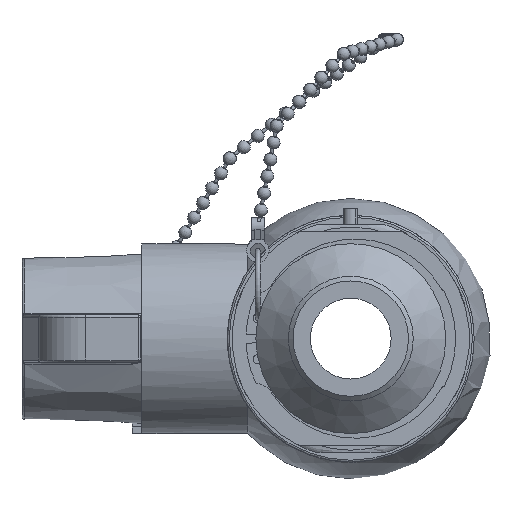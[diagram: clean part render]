
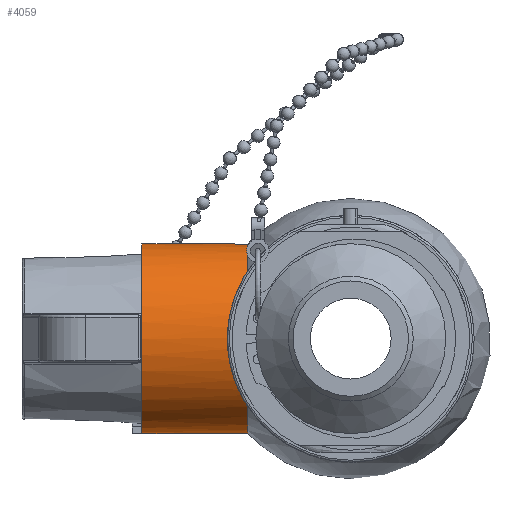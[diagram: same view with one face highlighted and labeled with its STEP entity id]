
A CAD part, left-side view. The second image highlights one B-rep face of the part: STEP entity #4059.
In plain terms, the highlighted cylindrical face has radius 25.4 mm (diameter 50.8 mm), a full revolution.
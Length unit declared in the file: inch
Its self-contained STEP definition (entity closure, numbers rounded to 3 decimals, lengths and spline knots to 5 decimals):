
#538=FACE_OUTER_BOUND('',#786,.T.);
#786=EDGE_LOOP('',(#3117,#3118,#3119,#3120,#3121,#3122,#3123,#3124,#3125,
#3126,#3127,#3128,#3129,#3130,#3131));
#1065=CIRCLE('',#4571,1.);
#1066=CIRCLE('',#4572,1.);
#1067=CIRCLE('',#4573,1.);
#1068=CIRCLE('',#4574,1.);
#1306=LINE('',#7676,#1532);
#1307=LINE('',#7680,#1533);
#1308=LINE('',#7683,#1534);
#1532=VECTOR('',#5304,1.);
#1533=VECTOR('',#5307,0.3937);
#1534=VECTOR('',#5310,0.3937);
#1760=B_SPLINE_CURVE_WITH_KNOTS('',3,(#7614,#7615,#7616,#7617,#7618,#7619),
 .UNSPECIFIED.,.F.,.F.,(4,2,4),(10.16924,10.19714,10.40557),
 .UNSPECIFIED.);
#1761=B_SPLINE_CURVE_WITH_KNOTS('',3,(#7623,#7624,#7625,#7626,#7627,#7628),
 .UNSPECIFIED.,.F.,.F.,(4,2,4),(5.86961,6.07804,6.10593),
 .UNSPECIFIED.);
#1762=B_SPLINE_CURVE_WITH_KNOTS('',3,(#7630,#7631,#7632,#7633,#7634,#7635,
#7636,#7637,#7638,#7639,#7640,#7641,#7642,#7643,#7644,#7645,#7646,#7647),
 .UNSPECIFIED.,.F.,.F.,(4,2,2,2,2,2,2,2,4),(2.26798,2.56186,
3.06417,3.56648,4.06879,4.57111,5.07342,
5.57573,5.86961),.UNSPECIFIED.);
#1763=B_SPLINE_CURVE_WITH_KNOTS('',3,(#7649,#7650,#7651,#7652,#7653,#7654),
 .UNSPECIFIED.,.F.,.F.,(4,2,4),(2.03165,2.05955,2.26798),
 .UNSPECIFIED.);
#1764=B_SPLINE_CURVE_WITH_KNOTS('',3,(#7658,#7659,#7660,#7661,#7662,#7663),
 .UNSPECIFIED.,.F.,.F.,(4,2,4),(14.0072,14.21563,14.24352),
 .UNSPECIFIED.);
#1765=B_SPLINE_CURVE_WITH_KNOTS('',3,(#7665,#7666,#7667,#7668,#7669,#7670,
#7671,#7672,#7673,#7674),.UNSPECIFIED.,.F.,.F.,(4,2,2,2,4),(12.20638,
12.70869,13.211,13.71332,14.0072),
 .UNSPECIFIED.);
#1766=B_SPLINE_CURVE_WITH_KNOTS('',3,(#7684,#7685,#7686,#7687,#7688,#7689,
#7690,#7691,#7692,#7693),.UNSPECIFIED.,.F.,.F.,(4,2,2,2,4),(10.40557,
10.69945,11.20176,11.70407,12.20638),
 .UNSPECIFIED.);
#1899=VERTEX_POINT('',#7612);
#1900=VERTEX_POINT('',#7613);
#1901=VERTEX_POINT('',#7620);
#1902=VERTEX_POINT('',#7622);
#1903=VERTEX_POINT('',#7629);
#1904=VERTEX_POINT('',#7648);
#1905=VERTEX_POINT('',#7655);
#1906=VERTEX_POINT('',#7657);
#1907=VERTEX_POINT('',#7664);
#1908=VERTEX_POINT('',#7675);
#1909=VERTEX_POINT('',#7677);
#1910=VERTEX_POINT('',#7679);
#1911=VERTEX_POINT('',#7681);
#2348=EDGE_CURVE('',#1899,#1900,#1760,.T.);
#2349=EDGE_CURVE('',#1901,#1899,#1065,.T.);
#2350=EDGE_CURVE('',#1902,#1901,#1761,.T.);
#2351=EDGE_CURVE('',#1903,#1902,#1762,.T.);
#2352=EDGE_CURVE('',#1904,#1903,#1763,.T.);
#2353=EDGE_CURVE('',#1905,#1904,#1066,.T.);
#2354=EDGE_CURVE('',#1906,#1905,#1764,.T.);
#2355=EDGE_CURVE('',#1907,#1906,#1765,.T.);
#2356=EDGE_CURVE('',#1907,#1908,#1306,.T.);
#2357=EDGE_CURVE('',#1908,#1909,#1067,.T.);
#2358=EDGE_CURVE('',#1909,#1910,#1307,.T.);
#2359=EDGE_CURVE('',#1910,#1911,#1068,.T.);
#2360=EDGE_CURVE('',#1908,#1911,#1308,.T.);
#2361=EDGE_CURVE('',#1900,#1907,#1766,.T.);
#3117=ORIENTED_EDGE('',*,*,#2348,.F.);
#3118=ORIENTED_EDGE('',*,*,#2349,.F.);
#3119=ORIENTED_EDGE('',*,*,#2350,.F.);
#3120=ORIENTED_EDGE('',*,*,#2351,.F.);
#3121=ORIENTED_EDGE('',*,*,#2352,.F.);
#3122=ORIENTED_EDGE('',*,*,#2353,.F.);
#3123=ORIENTED_EDGE('',*,*,#2354,.F.);
#3124=ORIENTED_EDGE('',*,*,#2355,.F.);
#3125=ORIENTED_EDGE('',*,*,#2356,.T.);
#3126=ORIENTED_EDGE('',*,*,#2357,.T.);
#3127=ORIENTED_EDGE('',*,*,#2358,.T.);
#3128=ORIENTED_EDGE('',*,*,#2359,.T.);
#3129=ORIENTED_EDGE('',*,*,#2360,.F.);
#3130=ORIENTED_EDGE('',*,*,#2356,.F.);
#3131=ORIENTED_EDGE('',*,*,#2361,.F.);
#3916=CYLINDRICAL_SURFACE('',#4570,1.);
#4059=ADVANCED_FACE('',(#538),#3916,.T.);
#4570=AXIS2_PLACEMENT_3D('',#7611,#5298,#5299);
#4571=AXIS2_PLACEMENT_3D('',#7621,#5300,#5301);
#4572=AXIS2_PLACEMENT_3D('',#7656,#5302,#5303);
#4573=AXIS2_PLACEMENT_3D('',#7678,#5305,#5306);
#4574=AXIS2_PLACEMENT_3D('',#7682,#5308,#5309);
#5298=DIRECTION('center_axis',(0.,-1.,0.));
#5299=DIRECTION('ref_axis',(-1.,0.,0.));
#5300=DIRECTION('center_axis',(0.,-1.,0.));
#5301=DIRECTION('ref_axis',(-1.,0.,0.));
#5302=DIRECTION('center_axis',(0.,-1.,0.));
#5303=DIRECTION('ref_axis',(-1.,0.,0.));
#5304=DIRECTION('',(0.,1.,0.));
#5305=DIRECTION('center_axis',(0.,-1.,0.));
#5306=DIRECTION('ref_axis',(-1.,0.,0.));
#5307=DIRECTION('',(0.,1.,0.));
#5308=DIRECTION('center_axis',(0.,-1.,0.));
#5309=DIRECTION('ref_axis',(1.,0.,0.));
#5310=DIRECTION('',(0.,1.,0.));
#7611=CARTESIAN_POINT('Origin',(0.,2.2,0.));
#7612=CARTESIAN_POINT('',(0.7,1.08628,-0.71414));
#7613=CARTESIAN_POINT('',(0.7587,1.125,-0.65144));
#7614=CARTESIAN_POINT('Ctrl Pts',(0.7,1.08628,-0.71414));
#7615=CARTESIAN_POINT('Ctrl Pts',(0.70238,1.08781,-0.71181));
#7616=CARTESIAN_POINT('Ctrl Pts',(0.70475,1.08935,-0.70946));
#7617=CARTESIAN_POINT('Ctrl Pts',(0.72469,1.10227,-0.68952));
#7618=CARTESIAN_POINT('Ctrl Pts',(0.74195,1.1137,-0.67095));
#7619=CARTESIAN_POINT('Ctrl Pts',(0.7587,1.125,-0.65144));
#7620=CARTESIAN_POINT('',(-0.7,1.08628,-0.71414));
#7621=CARTESIAN_POINT('Origin',(0.,1.08628,0.));
#7622=CARTESIAN_POINT('',(-0.7587,1.125,-0.65144));
#7623=CARTESIAN_POINT('Ctrl Pts',(-0.7587,1.125,-0.65144));
#7624=CARTESIAN_POINT('Ctrl Pts',(-0.74195,1.1137,-0.67095));
#7625=CARTESIAN_POINT('Ctrl Pts',(-0.72469,1.10227,-0.68952));
#7626=CARTESIAN_POINT('Ctrl Pts',(-0.70475,1.08935,-0.70946));
#7627=CARTESIAN_POINT('Ctrl Pts',(-0.70238,1.08781,-0.71181));
#7628=CARTESIAN_POINT('Ctrl Pts',(-0.7,1.08628,-0.71414));
#7629=CARTESIAN_POINT('',(-0.7587,1.125,0.65144));
#7630=CARTESIAN_POINT('Ctrl Pts',(-0.7587,1.125,0.65144));
#7631=CARTESIAN_POINT('Ctrl Pts',(-0.78232,1.14093,0.62393));
#7632=CARTESIAN_POINT('Ctrl Pts',(-0.80494,1.15659,0.59455));
#7633=CARTESIAN_POINT('Ctrl Pts',(-0.86231,1.19704,0.51044));
#7634=CARTESIAN_POINT('Ctrl Pts',(-0.89425,1.2204,0.45248));
#7635=CARTESIAN_POINT('Ctrl Pts',(-0.94635,1.25908,0.32992));
#7636=CARTESIAN_POINT('Ctrl Pts',(-0.96655,1.27442,0.26518));
#7637=CARTESIAN_POINT('Ctrl Pts',(-0.99338,1.29488,0.13318));
#7638=CARTESIAN_POINT('Ctrl Pts',(-1.,1.3,0.06592));
#7639=CARTESIAN_POINT('Ctrl Pts',(-1.,1.3,-0.06592));
#7640=CARTESIAN_POINT('Ctrl Pts',(-0.99338,1.29488,-0.13318));
#7641=CARTESIAN_POINT('Ctrl Pts',(-0.96655,1.27442,-0.26518));
#7642=CARTESIAN_POINT('Ctrl Pts',(-0.94635,1.25908,-0.32992));
#7643=CARTESIAN_POINT('Ctrl Pts',(-0.89425,1.2204,-0.45248));
#7644=CARTESIAN_POINT('Ctrl Pts',(-0.86231,1.19704,-0.51044));
#7645=CARTESIAN_POINT('Ctrl Pts',(-0.80494,1.15659,-0.59455));
#7646=CARTESIAN_POINT('Ctrl Pts',(-0.78232,1.14093,-0.62393));
#7647=CARTESIAN_POINT('Ctrl Pts',(-0.7587,1.125,-0.65144));
#7648=CARTESIAN_POINT('',(-0.7,1.08628,0.71414));
#7649=CARTESIAN_POINT('Ctrl Pts',(-0.7,1.08628,0.71414));
#7650=CARTESIAN_POINT('Ctrl Pts',(-0.70238,1.08781,0.71181));
#7651=CARTESIAN_POINT('Ctrl Pts',(-0.70475,1.08935,0.70946));
#7652=CARTESIAN_POINT('Ctrl Pts',(-0.72469,1.10227,0.68952));
#7653=CARTESIAN_POINT('Ctrl Pts',(-0.74195,1.1137,0.67095));
#7654=CARTESIAN_POINT('Ctrl Pts',(-0.7587,1.125,0.65144));
#7655=CARTESIAN_POINT('',(0.7,1.08628,0.71414));
#7656=CARTESIAN_POINT('Origin',(0.,1.08628,0.));
#7657=CARTESIAN_POINT('',(0.7587,1.125,0.65144));
#7658=CARTESIAN_POINT('Ctrl Pts',(0.7587,1.125,0.65144));
#7659=CARTESIAN_POINT('Ctrl Pts',(0.74195,1.1137,0.67095));
#7660=CARTESIAN_POINT('Ctrl Pts',(0.72469,1.10227,0.68952));
#7661=CARTESIAN_POINT('Ctrl Pts',(0.70475,1.08935,0.70946));
#7662=CARTESIAN_POINT('Ctrl Pts',(0.70238,1.08781,0.71181));
#7663=CARTESIAN_POINT('Ctrl Pts',(0.7,1.08628,0.71414));
#7664=CARTESIAN_POINT('',(1.,1.3,0.));
#7665=CARTESIAN_POINT('Ctrl Pts',(1.,1.3,0.));
#7666=CARTESIAN_POINT('Ctrl Pts',(1.,1.3,0.06592));
#7667=CARTESIAN_POINT('Ctrl Pts',(0.99338,1.29488,0.13318));
#7668=CARTESIAN_POINT('Ctrl Pts',(0.96655,1.27442,0.26518));
#7669=CARTESIAN_POINT('Ctrl Pts',(0.94635,1.25908,0.32992));
#7670=CARTESIAN_POINT('Ctrl Pts',(0.89425,1.2204,0.45248));
#7671=CARTESIAN_POINT('Ctrl Pts',(0.86231,1.19704,0.51044));
#7672=CARTESIAN_POINT('Ctrl Pts',(0.80494,1.15659,0.59455));
#7673=CARTESIAN_POINT('Ctrl Pts',(0.78232,1.14093,0.62393));
#7674=CARTESIAN_POINT('Ctrl Pts',(0.7587,1.125,0.65144));
#7675=CARTESIAN_POINT('',(1.,2.2,0.));
#7676=CARTESIAN_POINT('',(1.,2.2,0.));
#7677=CARTESIAN_POINT('',(0.,2.2,-1.));
#7678=CARTESIAN_POINT('Origin',(0.,2.2,0.));
#7679=CARTESIAN_POINT('',(0.,2.3,-1.));
#7680=CARTESIAN_POINT('',(0.,2.2,-1.));
#7681=CARTESIAN_POINT('',(1.,2.3,0.));
#7682=CARTESIAN_POINT('Origin',(0.,2.3,0.));
#7683=CARTESIAN_POINT('',(1.,2.2,0.));
#7684=CARTESIAN_POINT('Ctrl Pts',(0.7587,1.125,-0.65144));
#7685=CARTESIAN_POINT('Ctrl Pts',(0.78232,1.14093,-0.62393));
#7686=CARTESIAN_POINT('Ctrl Pts',(0.80494,1.15659,-0.59455));
#7687=CARTESIAN_POINT('Ctrl Pts',(0.86231,1.19704,-0.51044));
#7688=CARTESIAN_POINT('Ctrl Pts',(0.89425,1.2204,-0.45248));
#7689=CARTESIAN_POINT('Ctrl Pts',(0.94635,1.25908,-0.32992));
#7690=CARTESIAN_POINT('Ctrl Pts',(0.96655,1.27442,-0.26518));
#7691=CARTESIAN_POINT('Ctrl Pts',(0.99338,1.29488,-0.13318));
#7692=CARTESIAN_POINT('Ctrl Pts',(1.,1.3,-0.06592));
#7693=CARTESIAN_POINT('Ctrl Pts',(1.,1.3,0.));
